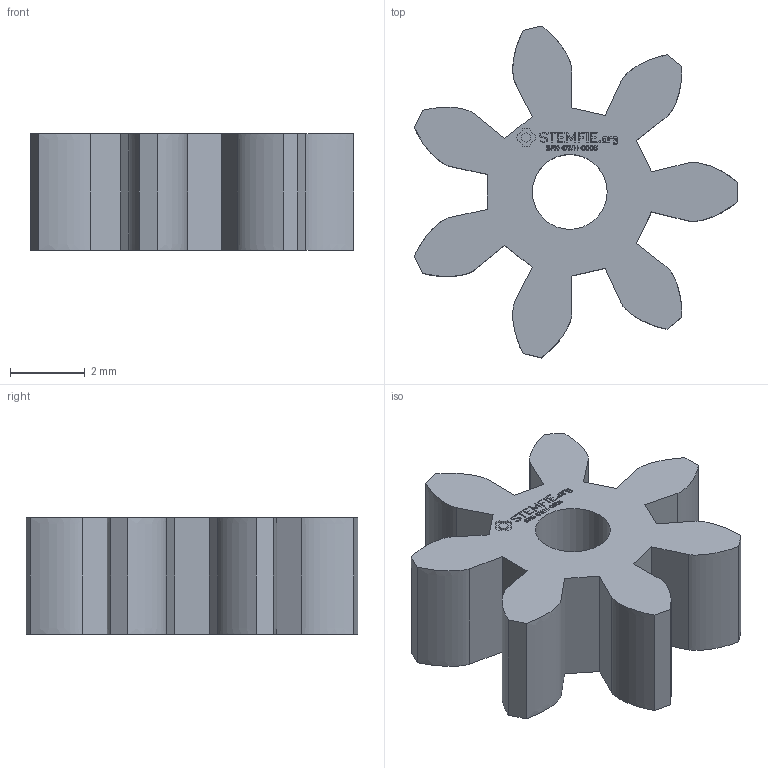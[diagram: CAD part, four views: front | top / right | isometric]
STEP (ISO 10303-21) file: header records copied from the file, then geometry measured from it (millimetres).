
FILE_DESCRIPTION(('FreeCAD Model'),'2;1');
FILE_NAME('Open CASCADE Shape Model','2024-03-09T16:19:02',(''),(''), 'Open CASCADE STEP processor 7.6','FreeCAD','Unknown');
FILE_SCHEMA(('AUTOMOTIVE_DESIGN { 1 0 10303 214 1 1 1 1 }'));
Length unit declared in the file: millimetre
Products named in the file (1): Gear Wheel PLN TTH07 BU00.25 SFT2.0mm - SPN-GWH-0005 (stemfie.org)
Bounding box: 8.65 x 8.87 x 3.12 mm (x, y, z)
Volume: 102 mm3; surface area: 225.7 mm2
Topology: 1 solids, 1 shells, 513 faces, 1440 edges, 960 vertices
Faces by surface type: plane 312, extrusion 200, cylinder 1
Full cylindrical faces by diameter (mm): 2 x1
Entity records: 36897 total; most frequent: CARTESIAN_POINT 9004, DIRECTION 4350, VECTOR 3716, LINE 3516, ORIENTED_EDGE 2880, PCURVE 2880, DEFINITIONAL_REPRESENTATION 2880, EDGE_CURVE 1440
